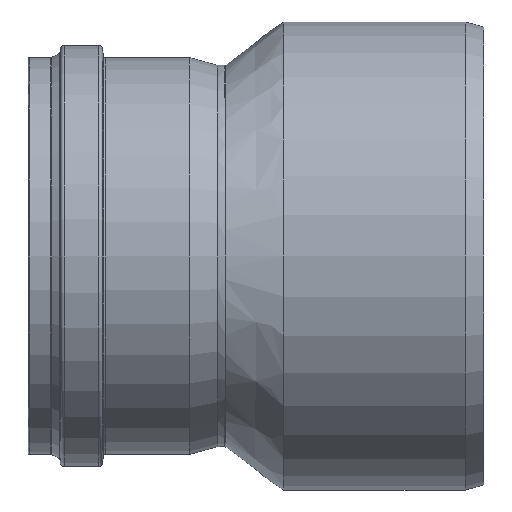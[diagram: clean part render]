
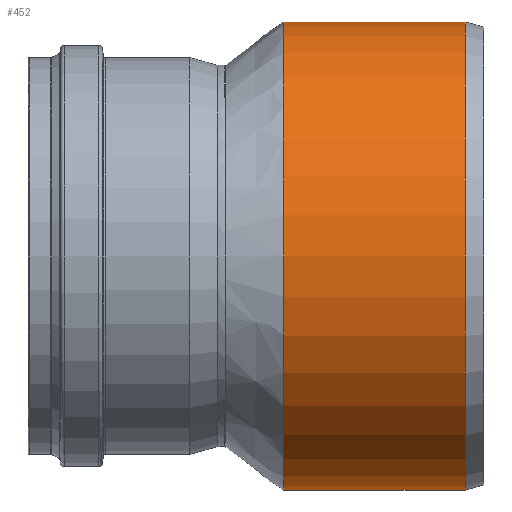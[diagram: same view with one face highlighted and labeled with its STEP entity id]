
A CAD part, left-side view. The second image highlights one B-rep face of the part: STEP entity #452.
In plain terms, the highlighted cylindrical face has radius 250 mm (diameter 500 mm), a full revolution.
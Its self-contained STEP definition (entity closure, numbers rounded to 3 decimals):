
#29=CYLINDRICAL_SURFACE('',#496,250.);
#70=FACE_BOUND('',#156,.T.);
#111=FACE_OUTER_BOUND('',#155,.T.);
#155=EDGE_LOOP('',(#375));
#156=EDGE_LOOP('',(#376,#377));
#221=CIRCLE('',#490,250.);
#223=CIRCLE('',#492,250.);
#224=CIRCLE('',#493,250.);
#257=VERTEX_POINT('',#709);
#265=VERTEX_POINT('',#2150);
#266=VERTEX_POINT('',#2152);
#299=EDGE_CURVE('',#257,#257,#221,.T.);
#312=EDGE_CURVE('',#266,#265,#223,.T.);
#313=EDGE_CURVE('',#265,#266,#224,.T.);
#375=ORIENTED_EDGE('',*,*,#299,.T.);
#376=ORIENTED_EDGE('',*,*,#312,.T.);
#377=ORIENTED_EDGE('',*,*,#313,.T.);
#452=ADVANCED_FACE('',(#111,#70),#29,.T.);
#490=AXIS2_PLACEMENT_3D('',#710,#567,#568);
#492=AXIS2_PLACEMENT_3D('',#2153,#572,#573);
#493=AXIS2_PLACEMENT_3D('',#2154,#574,#575);
#496=AXIS2_PLACEMENT_3D('',#2524,#580,#581);
#567=DIRECTION('center_axis',(0.,1.,0.));
#568=DIRECTION('ref_axis',(1.,0.,0.));
#572=DIRECTION('center_axis',(0.,-1.,0.));
#573=DIRECTION('ref_axis',(1.,0.,0.));
#574=DIRECTION('center_axis',(0.,-1.,0.));
#575=DIRECTION('ref_axis',(1.,0.,0.));
#580=DIRECTION('center_axis',(0.,-1.,0.));
#581=DIRECTION('ref_axis',(1.,0.,0.));
#709=CARTESIAN_POINT('',(-203.7,-254.556,0.));
#710=CARTESIAN_POINT('Origin',(46.3,-254.556,0.));
#2150=CARTESIAN_POINT('',(-203.7,-60.556,0.));
#2152=CARTESIAN_POINT('',(296.3,-60.556,0.));
#2153=CARTESIAN_POINT('Origin',(46.3,-60.556,0.));
#2154=CARTESIAN_POINT('Origin',(46.3,-60.556,0.));
#2524=CARTESIAN_POINT('Origin',(46.3,-158.056,0.));
